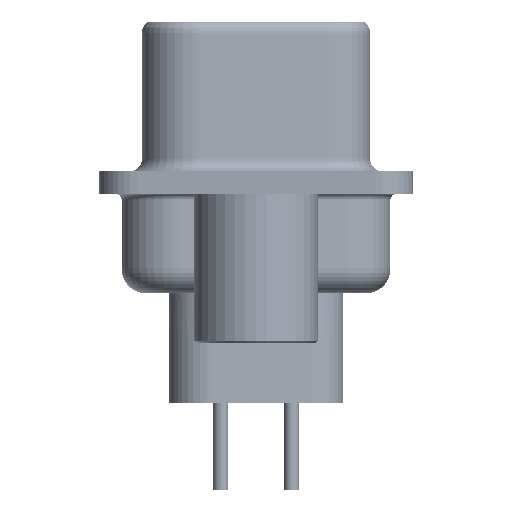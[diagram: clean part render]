
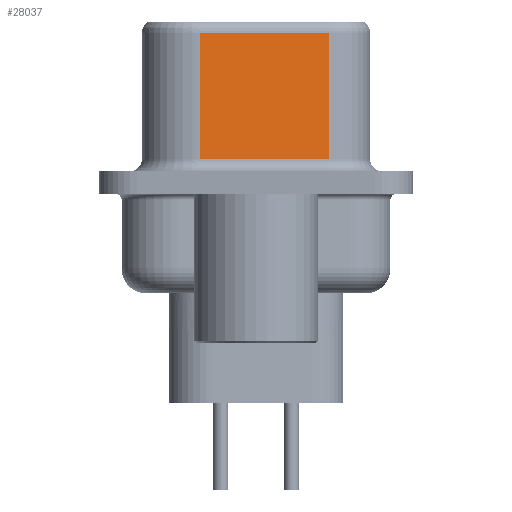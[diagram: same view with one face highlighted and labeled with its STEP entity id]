
A CAD part, left-side view. The second image highlights one B-rep face of the part: STEP entity #28037.
In plain terms, the highlighted planar face has unit normal (-0.985, -0.174, 0).
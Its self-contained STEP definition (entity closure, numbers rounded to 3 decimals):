
#252 = VECTOR ( 'NONE', #28887, 1000. ) ;
#3973 = DIRECTION ( 'NONE',  ( -0.174, 0.985, 0. ) ) ;
#4690 = VECTOR ( 'NONE', #3973, 1000. ) ;
#5348 = EDGE_LOOP ( 'NONE', ( #10199, #12073, #9514, #13831 ) ) ;
#6356 = DIRECTION ( 'NONE',  ( 0., 0., -1. ) ) ;
#6994 = LINE ( 'NONE', #19738, #27583 ) ;
#8010 = AXIS2_PLACEMENT_3D ( 'NONE', #18617, #11415, #29193 ) ;
#8431 = LINE ( 'NONE', #16127, #252 ) ;
#9514 = ORIENTED_EDGE ( 'NONE', *, *, #19004, .T. ) ;
#10199 = ORIENTED_EDGE ( 'NONE', *, *, #12293, .F. ) ;
#11031 = CARTESIAN_POINT ( 'NONE',  ( 3.67, 2.233, 0.95 ) ) ;
#11415 = DIRECTION ( 'NONE',  ( 0.985, 0.174, 0. ) ) ;
#12073 = ORIENTED_EDGE ( 'NONE', *, *, #20961, .T. ) ;
#12293 = EDGE_CURVE ( 'NONE', #20688, #19594, #6994, .T. ) ;
#13601 = CARTESIAN_POINT ( 'NONE',  ( 3.67, 2.233, 6.02 ) ) ;
#13831 = ORIENTED_EDGE ( 'NONE', *, *, #18366, .T. ) ;
#16127 = CARTESIAN_POINT ( 'NONE',  ( 4.58, -2.927, 0.95 ) ) ;
#16777 = FACE_OUTER_BOUND ( 'NONE', #5348, .T. ) ;
#18366 = EDGE_CURVE ( 'NONE', #19563, #19594, #8431, .T. ) ;
#18617 = CARTESIAN_POINT ( 'NONE',  ( 4.58, -2.927, 6.52 ) ) ;
#18757 = CARTESIAN_POINT ( 'NONE',  ( 3.67, 2.233, 6.52 ) ) ;
#18778 = PLANE ( 'NONE',  #8010 ) ;
#19004 = EDGE_CURVE ( 'NONE', #28066, #19563, #24442, .T. ) ;
#19563 = VERTEX_POINT ( 'NONE', #11031 ) ;
#19594 = VERTEX_POINT ( 'NONE', #28815 ) ;
#19738 = CARTESIAN_POINT ( 'NONE',  ( 4.58, -2.927, 6.52 ) ) ;
#20688 = VERTEX_POINT ( 'NONE', #29396 ) ;
#20961 = EDGE_CURVE ( 'NONE', #20688, #28066, #26928, .T. ) ;
#24442 = LINE ( 'NONE', #18757, #32395 ) ;
#26928 = LINE ( 'NONE', #30118, #4690 ) ;
#27583 = VECTOR ( 'NONE', #29968, 1000. ) ;
#28037 = ADVANCED_FACE ( 'NONE', ( #16777 ), #18778, .F. ) ;
#28066 = VERTEX_POINT ( 'NONE', #13601 ) ;
#28815 = CARTESIAN_POINT ( 'NONE',  ( 4.58, -2.927, 0.95 ) ) ;
#28887 = DIRECTION ( 'NONE',  ( 0.174, -0.985, 0. ) ) ;
#29193 = DIRECTION ( 'NONE',  ( -0.174, 0.985, 0. ) ) ;
#29396 = CARTESIAN_POINT ( 'NONE',  ( 4.58, -2.927, 6.02 ) ) ;
#29968 = DIRECTION ( 'NONE',  ( 0., 0., -1. ) ) ;
#30118 = CARTESIAN_POINT ( 'NONE',  ( 4.58, -2.927, 6.02 ) ) ;
#32395 = VECTOR ( 'NONE', #6356, 1000. ) ;
